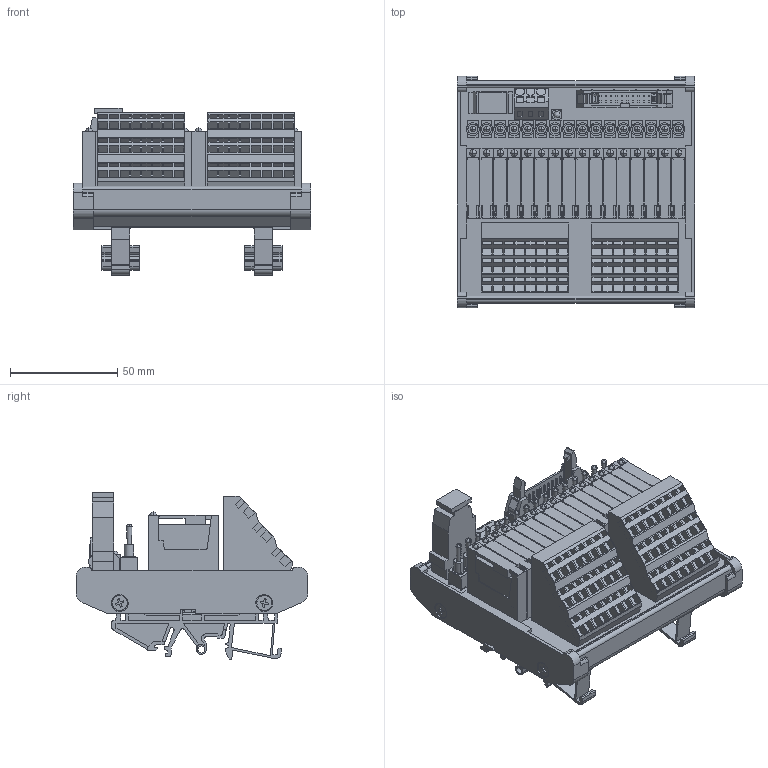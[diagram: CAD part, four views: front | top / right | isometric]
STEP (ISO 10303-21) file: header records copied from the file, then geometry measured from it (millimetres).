
FILE_DESCRIPTION(('CATIA V5R22 STEP214','CAx-IF Rec.Pracs.--- Model Styling and Organization---1.4--- 2014-01-23'),'2;1');
FILE_NAME ('007039-1_0', '2023-01-13T10:23:32+00:00', ('Weidmueller Interface'), ('Weidmueller'), 'CATIA Version 5-6 Release 2016 SP3 HF44', 'CATIA V5 STEP AP214', 'none');
FILE_SCHEMA(('AUTOMOTIVE_DESIGN { 1 0 10303 214 1 1 1 1 }'));
Products named in the file (1): 1129040000_RSM-16 PLC C SW 1CO Z
Bounding box: 111.1 x 108.2 x 78.35 mm (x, y, z)
Volume: 241895.7 mm3; surface area: 165250.9 mm2
Topology: 1 solids, 7 shells, 3482 faces, 9870 edges, 6356 vertices
Faces by surface type: plane 2720, cylinder 601, sphere 128, cone 32, bspline 1
Entity records: 119719 total; most frequent: CARTESIAN_POINT 27616, ORIENTED_EDGE 19480, DIRECTION 16017, EDGE_CURVE 9740, VECTOR 7994, LINE 7994, VERTEX_POINT 6356, AXIS2_PLACEMENT_3D 4543
